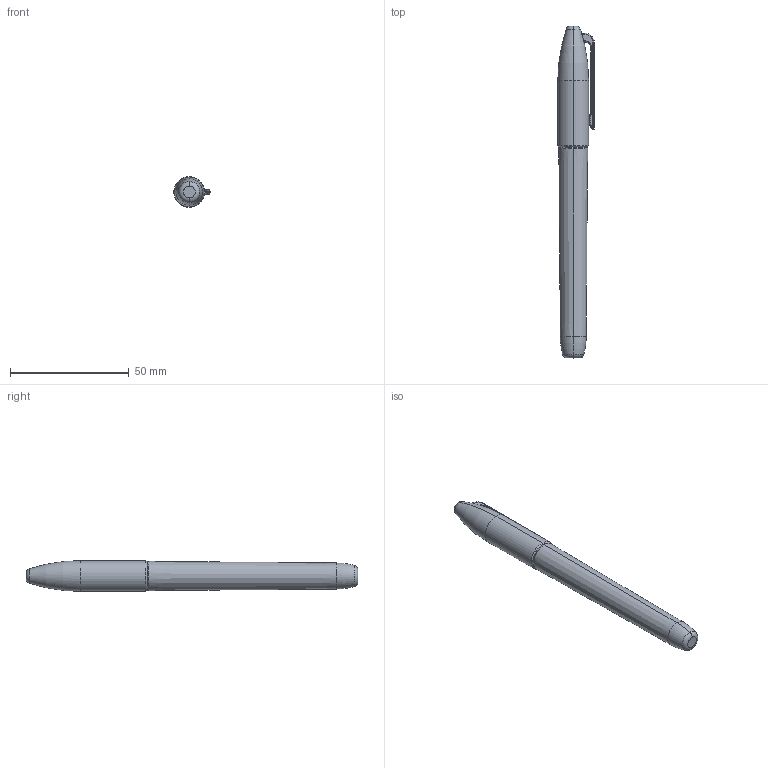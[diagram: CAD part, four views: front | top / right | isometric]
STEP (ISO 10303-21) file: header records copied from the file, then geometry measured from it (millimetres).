
FILE_DESCRIPTION (( 'STEP AP214' ), '1' );
FILE_NAME ('Sharpie Marker Assem.STEP', '2022-07-27T06:09:30', ( '' ), ( '' ), 'SwSTEP 2.0', 'SolidWorks 2022', '' );
FILE_SCHEMA (( 'AUTOMOTIVE_DESIGN' ));
Length unit declared in the file: millimetre
Products named in the file (3): Sharpie Marker Assem; Sharpie Marker Cap; Sharpie Marker
Assembly tree (2 placements, depth 2):
  Sharpie Marker Assem
    Sharpie Marker
    Sharpie Marker Cap
Bounding box: 15.34 x 139.9 x 13 mm (x, y, z)
Volume: 15086.4 mm3; surface area: 7893 mm2
Topology: 4 solids, 4 shells, 122 faces, 257 edges, 142 vertices
Faces by surface type: torus 29, cylinder 28, bspline 24, plane 20, cone 12, sphere 9
Entity records: 4087 total; most frequent: CARTESIAN_POINT 1286, DIRECTION 556, ORIENTED_EDGE 494, AXIS2_PLACEMENT_3D 250, EDGE_CURVE 247, CIRCLE 147, VERTEX_POINT 138, EDGE_LOOP 127
